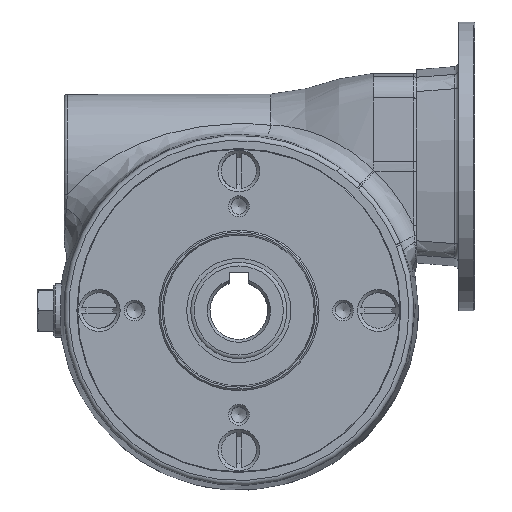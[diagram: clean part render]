
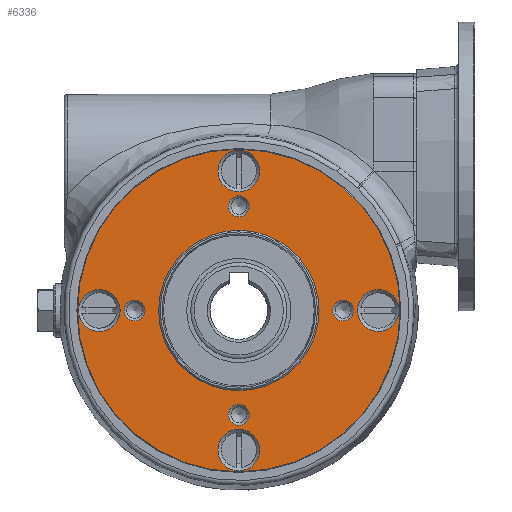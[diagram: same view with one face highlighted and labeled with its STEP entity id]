
A CAD part, top view. The second image highlights one B-rep face of the part: STEP entity #6336.
In plain terms, the highlighted planar face has unit normal (0, 0, 1).
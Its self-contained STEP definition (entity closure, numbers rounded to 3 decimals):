
#527=PLANE('',#6765);
#1086=ORIENTED_EDGE('',*,*,#2295,.F.);
#1087=ORIENTED_EDGE('',*,*,#2293,.F.);
#1088=ORIENTED_EDGE('',*,*,#2290,.F.);
#1089=ORIENTED_EDGE('',*,*,#2287,.F.);
#1090=ORIENTED_EDGE('',*,*,#2284,.F.);
#1091=ORIENTED_EDGE('',*,*,#2277,.F.);
#1092=ORIENTED_EDGE('',*,*,#2296,.F.);
#1093=ORIENTED_EDGE('',*,*,#2297,.F.);
#1094=ORIENTED_EDGE('',*,*,#2298,.F.);
#1095=ORIENTED_EDGE('',*,*,#2274,.T.);
#2274=EDGE_CURVE('',#2878,#2878,#3293,.T.);
#2277=EDGE_CURVE('',#2881,#2881,#3296,.T.);
#2284=EDGE_CURVE('',#2889,#2889,#3303,.T.);
#2287=EDGE_CURVE('',#2893,#2893,#3306,.T.);
#2290=EDGE_CURVE('',#2897,#2897,#3309,.T.);
#2293=EDGE_CURVE('',#2901,#2901,#3312,.T.);
#2295=EDGE_CURVE('',#2903,#2903,#3314,.T.);
#2296=EDGE_CURVE('',#2904,#2904,#3315,.T.);
#2297=EDGE_CURVE('',#2905,#2905,#3316,.T.);
#2298=EDGE_CURVE('',#2906,#2906,#3317,.T.);
#2878=VERTEX_POINT('',#8879);
#2881=VERTEX_POINT('',#8886);
#2889=VERTEX_POINT('',#8905);
#2893=VERTEX_POINT('',#8914);
#2897=VERTEX_POINT('',#8923);
#2901=VERTEX_POINT('',#8932);
#2903=VERTEX_POINT('',#8939);
#2904=VERTEX_POINT('',#8941);
#2905=VERTEX_POINT('',#8943);
#2906=VERTEX_POINT('',#8945);
#3293=CIRCLE('',#6731,50.3);
#3296=CIRCLE('',#6735,6.5);
#3303=CIRCLE('',#6746,3.258);
#3306=CIRCLE('',#6751,3.258);
#3309=CIRCLE('',#6756,3.259);
#3312=CIRCLE('',#6761,3.258);
#3314=CIRCLE('',#6766,25.);
#3315=CIRCLE('',#6767,6.5);
#3316=CIRCLE('',#6768,6.5);
#3317=CIRCLE('',#6769,6.5);
#3611=EDGE_LOOP('',(#1086));
#3612=EDGE_LOOP('',(#1087));
#3613=EDGE_LOOP('',(#1088));
#3614=EDGE_LOOP('',(#1089));
#3615=EDGE_LOOP('',(#1090));
#3616=EDGE_LOOP('',(#1091));
#3617=EDGE_LOOP('',(#1092));
#3618=EDGE_LOOP('',(#1093));
#3619=EDGE_LOOP('',(#1094));
#3620=EDGE_LOOP('',(#1095));
#4101=FACE_BOUND('',#3611,.T.);
#4102=FACE_BOUND('',#3612,.T.);
#4103=FACE_BOUND('',#3613,.T.);
#4104=FACE_BOUND('',#3614,.T.);
#4105=FACE_BOUND('',#3615,.T.);
#4106=FACE_BOUND('',#3616,.T.);
#4107=FACE_BOUND('',#3617,.T.);
#4108=FACE_BOUND('',#3618,.T.);
#4109=FACE_BOUND('',#3619,.T.);
#4110=FACE_BOUND('',#3620,.T.);
#6336=ADVANCED_FACE('',(#4101,#4102,#4103,#4104,#4105,#4106,#4107,#4108,
#4109,#4110),#527,.T.);
#6731=AXIS2_PLACEMENT_3D('',#8878,#7475,#7476);
#6735=AXIS2_PLACEMENT_3D('',#8885,#7483,#7484);
#6746=AXIS2_PLACEMENT_3D('',#8904,#7505,#7506);
#6751=AXIS2_PLACEMENT_3D('',#8913,#7515,#7516);
#6756=AXIS2_PLACEMENT_3D('',#8922,#7525,#7526);
#6761=AXIS2_PLACEMENT_3D('',#8931,#7535,#7536);
#6765=AXIS2_PLACEMENT_3D('',#8937,#7543,#7544);
#6766=AXIS2_PLACEMENT_3D('',#8938,#7545,#7546);
#6767=AXIS2_PLACEMENT_3D('',#8940,#7547,#7548);
#6768=AXIS2_PLACEMENT_3D('',#8942,#7549,#7550);
#6769=AXIS2_PLACEMENT_3D('',#8944,#7551,#7552);
#7475=DIRECTION('',(0.,0.,1.));
#7476=DIRECTION('',(0.,1.,0.));
#7483=DIRECTION('',(0.,0.,1.));
#7484=DIRECTION('',(0.,1.,0.));
#7505=DIRECTION('',(0.,0.,1.));
#7506=DIRECTION('',(0.,1.,0.));
#7515=DIRECTION('',(0.,0.,1.));
#7516=DIRECTION('',(0.,1.,0.));
#7525=DIRECTION('',(0.,0.,1.));
#7526=DIRECTION('',(0.,1.,0.));
#7535=DIRECTION('',(0.,0.,1.));
#7536=DIRECTION('',(0.,1.,0.));
#7543=DIRECTION('',(0.,0.,1.));
#7544=DIRECTION('',(-1.,0.,0.));
#7545=DIRECTION('',(0.,0.,1.));
#7546=DIRECTION('',(0.,1.,0.));
#7547=DIRECTION('',(0.,0.,1.));
#7548=DIRECTION('',(0.,1.,0.));
#7549=DIRECTION('',(0.,0.,1.));
#7550=DIRECTION('',(0.,1.,0.));
#7551=DIRECTION('',(0.,0.,1.));
#7552=DIRECTION('',(0.,1.,0.));
#8878=CARTESIAN_POINT('',(0.,0.,35.));
#8879=CARTESIAN_POINT('',(0.,50.3,35.));
#8885=CARTESIAN_POINT('',(-43.5,0.,35.));
#8886=CARTESIAN_POINT('',(-43.5,6.5,35.));
#8904=CARTESIAN_POINT('',(0.,-32.5,35.));
#8905=CARTESIAN_POINT('',(0.,-29.242,35.));
#8913=CARTESIAN_POINT('',(-32.5,0.,35.));
#8914=CARTESIAN_POINT('',(-32.5,3.259,35.));
#8922=CARTESIAN_POINT('',(0.,32.5,35.));
#8923=CARTESIAN_POINT('',(0.,35.759,35.));
#8931=CARTESIAN_POINT('',(32.5,0.,35.));
#8932=CARTESIAN_POINT('',(32.5,3.258,35.));
#8937=CARTESIAN_POINT('',(0.,25.,35.));
#8938=CARTESIAN_POINT('',(0.,0.,35.));
#8939=CARTESIAN_POINT('',(0.,25.,35.));
#8940=CARTESIAN_POINT('',(0.,-43.5,35.));
#8941=CARTESIAN_POINT('',(0.,-37.,35.));
#8942=CARTESIAN_POINT('',(43.5,0.,35.));
#8943=CARTESIAN_POINT('',(43.5,6.5,35.));
#8944=CARTESIAN_POINT('',(0.,43.5,35.));
#8945=CARTESIAN_POINT('',(0.,50.,35.));
